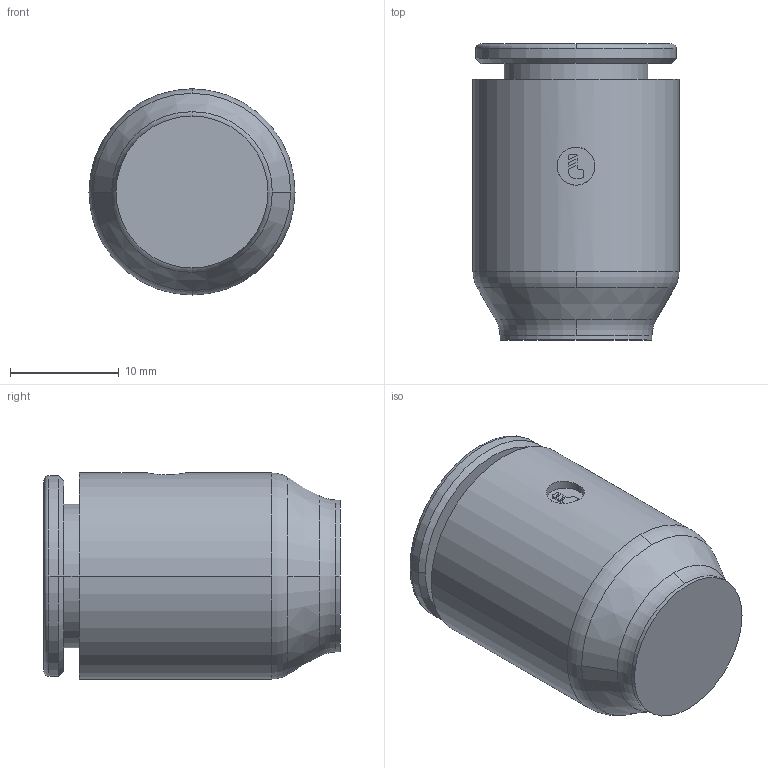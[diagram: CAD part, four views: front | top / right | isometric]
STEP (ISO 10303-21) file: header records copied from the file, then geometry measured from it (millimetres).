
FILE_DESCRIPTION(('STEP AP214'),'1');
FILE_NAME('6351_12_00WP2.stp','2016-07-07T14:17:33',('TraceParts'),('TraceParts S.A.'),'Spatial InterOp 3D',' ',' ');
FILE_SCHEMA(('automotive_design'));
Length unit declared in the file: millimetre
Products named in the file (1): 1
Bounding box: 18.98 x 27.27 x 18.98 mm (x, y, z)
Volume: 4257 mm3; surface area: 3177 mm2
Topology: 1 solids, 1 shells, 50 faces, 122 edges, 81 vertices
Faces by surface type: plane 22, cylinder 18, torus 6, cone 4
Entity records: 1574 total; most frequent: CARTESIAN_POINT 320, DIRECTION 281, ORIENTED_EDGE 244, EDGE_CURVE 122, AXIS2_PLACEMENT_3D 110, VERTEX_POINT 81, LINE 61, VECTOR 61
